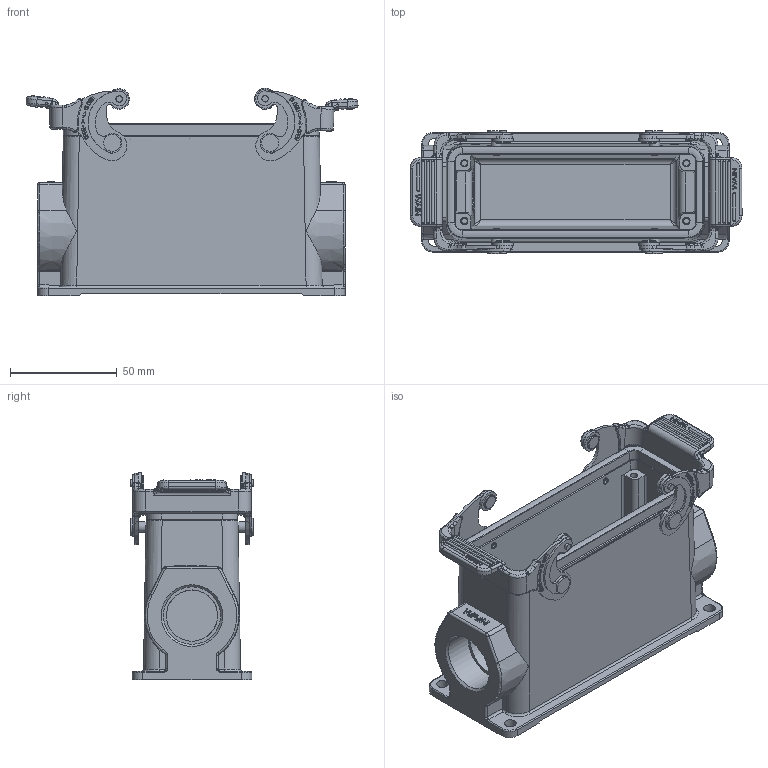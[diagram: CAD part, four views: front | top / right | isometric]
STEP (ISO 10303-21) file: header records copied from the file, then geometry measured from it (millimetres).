
FILE_DESCRIPTION(/* description */ (''),/* implementation_level */ '2;1');
FILE_NAME(/* name */ '3D_1120242415011_H24B-MSFH-2L_SC-PG21_V1.0_stp.stp',/* time_stamp */ '2024-03-20T14:57:44+08:00',/* author */ (''),/* organization */ (''),/* preprocessor_version */ 'ST-DEVELOPER v18.1',/* originating_system */ 'SIEMENS PLM Software NX 1980',/* authorisation */ '');
FILE_SCHEMA (('AUTOMOTIVE_DESIGN { 1 0 10303 214 3 1 1 1 }'));
Products named in the file (1): 3D_1120242415011_H24B-MSFH-2L_SC-PG21_V1.0_stp
Bounding box: 155.49 x 57.9 x 97.1 mm (x, y, z)
Volume: 199120.1 mm3; surface area: 83319.9 mm2
Topology: 3 solids, 7 shells, 1504 faces, 3797 edges, 2374 vertices
Faces by surface type: plane 722, cylinder 422, bspline 129, torus 96, extrusion 76, sphere 33, cone 26
Full cylindrical faces by diameter (mm): 1.9 x4, 2.7 x4, 2.95 x4, 3 x12, 3.4 x4, 4.8 x4, 4.9 x4, 5 x4, 5.5 x4, 7 x4, 8 x4, 9.8 x4, 24 x1, 26.9 x1
Entity records: 56517 total; most frequent: CARTESIAN_POINT 17356, ORIENTED_EDGE 7230, DIRECTION 6896, EDGE_CURVE 3615, AXIS2_PLACEMENT_3D 2408, VERTEX_POINT 2338, VECTOR 2080, LINE 2004
